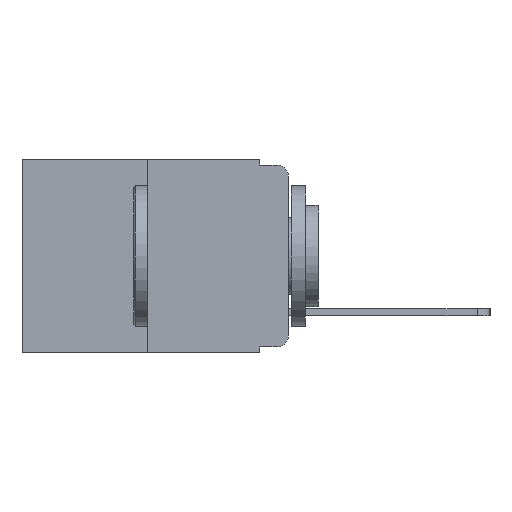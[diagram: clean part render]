
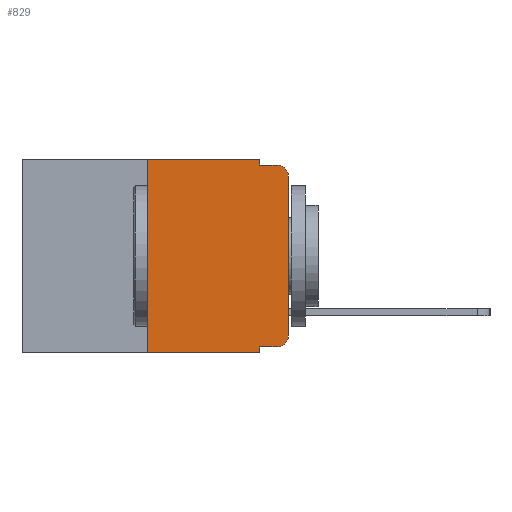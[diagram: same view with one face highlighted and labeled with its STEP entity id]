
A CAD part, left-side view. The second image highlights one B-rep face of the part: STEP entity #829.
In plain terms, the highlighted planar face has unit normal (-1, 0, 0).
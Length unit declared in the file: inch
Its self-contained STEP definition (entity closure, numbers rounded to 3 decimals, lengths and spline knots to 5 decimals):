
#481 = EDGE_CURVE ( 'NONE', #1642, #1499, #2583, .T. ) ;
#658 = VECTOR ( 'NONE', #2133, 39.37008 ) ;
#729 = VERTEX_POINT ( 'NONE', #11550 ) ;
#829 = ADVANCED_FACE ( 'NONE', ( #10928 ), #13344, .F. ) ;
#861 = CARTESIAN_POINT ( 'NONE',  ( 0., 0.051, -0.01 ) ) ;
#1058 = VERTEX_POINT ( 'NONE', #3655 ) ;
#1271 = CARTESIAN_POINT ( 'NONE',  ( 0., 0.473, -0.343 ) ) ;
#1280 = DIRECTION ( 'NONE',  ( 0., 0., 1. ) ) ;
#1328 = EDGE_CURVE ( 'NONE', #1423, #5554, #10916, .T. ) ;
#1423 = VERTEX_POINT ( 'NONE', #7493 ) ;
#1438 = VERTEX_POINT ( 'NONE', #7108 ) ;
#1472 = CARTESIAN_POINT ( 'NONE',  ( 0., 0.25, -0.343 ) ) ;
#1499 = VERTEX_POINT ( 'NONE', #9842 ) ;
#1642 = VERTEX_POINT ( 'NONE', #1472 ) ;
#1913 = CIRCLE ( 'NONE', #12243, 0.02 ) ;
#2031 = EDGE_LOOP ( 'NONE', ( #2062, #2126, #2156, #2191, #2383, #2397, #2493, #2577, #3902, #4166 ) ) ;
#2062 = ORIENTED_EDGE ( 'NONE', *, *, #12444, .T. ) ;
#2126 = ORIENTED_EDGE ( 'NONE', *, *, #10000, .T. ) ;
#2133 = DIRECTION ( 'NONE',  ( 0., -1., 0. ) ) ;
#2146 = CARTESIAN_POINT ( 'NONE',  ( 0., 0.051, -0.333 ) ) ;
#2156 = ORIENTED_EDGE ( 'NONE', *, *, #11922, .F. ) ;
#2166 = EDGE_CURVE ( 'NONE', #1423, #1058, #5111, .T. ) ;
#2191 = ORIENTED_EDGE ( 'NONE', *, *, #12586, .F. ) ;
#2329 = DIRECTION ( 'NONE',  ( 0., -1., 0. ) ) ;
#2383 = ORIENTED_EDGE ( 'NONE', *, *, #3864, .F. ) ;
#2397 = ORIENTED_EDGE ( 'NONE', *, *, #481, .F. ) ;
#2493 = ORIENTED_EDGE ( 'NONE', *, *, #9539, .T. ) ;
#2523 = DIRECTION ( 'NONE',  ( 0., -1., 0. ) ) ;
#2577 = ORIENTED_EDGE ( 'NONE', *, *, #1328, .F. ) ;
#2583 = LINE ( 'NONE', #4039, #7900 ) ;
#2800 = CARTESIAN_POINT ( 'NONE',  ( 0., 0.051, -0.01 ) ) ;
#3124 = LINE ( 'NONE', #7482, #8328 ) ;
#3252 = DIRECTION ( 'NONE',  ( -1., 0., 0. ) ) ;
#3655 = CARTESIAN_POINT ( 'NONE',  ( 0., 0.02, -0.333 ) ) ;
#3676 = EDGE_CURVE ( 'NONE', #1058, #1438, #1913, .T. ) ;
#3864 = EDGE_CURVE ( 'NONE', #1499, #729, #7827, .T. ) ;
#3902 = ORIENTED_EDGE ( 'NONE', *, *, #2166, .T. ) ;
#3930 = CARTESIAN_POINT ( 'NONE',  ( 0., 0.473, 0. ) ) ;
#4025 = CARTESIAN_POINT ( 'NONE',  ( 0., 0., -0.03 ) ) ;
#4039 = CARTESIAN_POINT ( 'NONE',  ( 0., 0.25, 0. ) ) ;
#4166 = ORIENTED_EDGE ( 'NONE', *, *, #3676, .T. ) ;
#4240 = LINE ( 'NONE', #1271, #11796 ) ;
#4418 = DIRECTION ( 'NONE',  ( 0., 0., -1. ) ) ;
#4718 = AXIS2_PLACEMENT_3D ( 'NONE', #9350, #3252, #10297 ) ;
#4923 = CARTESIAN_POINT ( 'NONE',  ( 0., 0.051, 0. ) ) ;
#5056 = CIRCLE ( 'NONE', #4718, 0.02 ) ;
#5111 = LINE ( 'NONE', #2146, #10025 ) ;
#5362 = DIRECTION ( 'NONE',  ( 0., 0., -1. ) ) ;
#5545 = CARTESIAN_POINT ( 'NONE',  ( 0., 0.473, 0. ) ) ;
#5554 = VERTEX_POINT ( 'NONE', #10888 ) ;
#5561 = CARTESIAN_POINT ( 'NONE',  ( 0., 0.051, 0. ) ) ;
#6043 = CARTESIAN_POINT ( 'NONE',  ( 0., 0.02, -0.01 ) ) ;
#6182 = VERTEX_POINT ( 'NONE', #6043 ) ;
#7108 = CARTESIAN_POINT ( 'NONE',  ( 0., 0., -0.313 ) ) ;
#7254 = AXIS2_PLACEMENT_3D ( 'NONE', #5545, #13237, #12859 ) ;
#7482 = CARTESIAN_POINT ( 'NONE',  ( 0., 0., 0. ) ) ;
#7493 = CARTESIAN_POINT ( 'NONE',  ( 0., 0.051, -0.333 ) ) ;
#7827 = LINE ( 'NONE', #3930, #9703 ) ;
#7900 = VECTOR ( 'NONE', #1280, 39.37008 ) ;
#8321 = VERTEX_POINT ( 'NONE', #2800 ) ;
#8328 = VECTOR ( 'NONE', #8390, 39.37008 ) ;
#8390 = DIRECTION ( 'NONE',  ( 0., 0., 1. ) ) ;
#9204 = LINE ( 'NONE', #861, #658 ) ;
#9350 = CARTESIAN_POINT ( 'NONE',  ( 0., 0.02, -0.03 ) ) ;
#9539 = EDGE_CURVE ( 'NONE', #1642, #5554, #4240, .T. ) ;
#9703 = VECTOR ( 'NONE', #10729, 39.37008 ) ;
#9719 = CARTESIAN_POINT ( 'NONE',  ( 0., 0.02, -0.313 ) ) ;
#9748 = VECTOR ( 'NONE', #5362, 39.37008 ) ;
#9842 = CARTESIAN_POINT ( 'NONE',  ( 0., 0.25, 0. ) ) ;
#9937 = VECTOR ( 'NONE', #4418, 39.37008 ) ;
#10000 = EDGE_CURVE ( 'NONE', #12931, #6182, #5056, .T. ) ;
#10025 = VECTOR ( 'NONE', #2329, 39.37008 ) ;
#10297 = DIRECTION ( 'NONE',  ( 0., 0., -1. ) ) ;
#10729 = DIRECTION ( 'NONE',  ( 0., -1., 0. ) ) ;
#10888 = CARTESIAN_POINT ( 'NONE',  ( 0., 0.051, -0.343 ) ) ;
#10916 = LINE ( 'NONE', #4923, #9748 ) ;
#10928 = FACE_OUTER_BOUND ( 'NONE', #2031, .T. ) ;
#11550 = CARTESIAN_POINT ( 'NONE',  ( 0., 0.051, 0. ) ) ;
#11796 = VECTOR ( 'NONE', #2523, 39.37008 ) ;
#11922 = EDGE_CURVE ( 'NONE', #8321, #6182, #9204, .T. ) ;
#12178 = LINE ( 'NONE', #5561, #9937 ) ;
#12243 = AXIS2_PLACEMENT_3D ( 'NONE', #9719, #13379, #13347 ) ;
#12444 = EDGE_CURVE ( 'NONE', #1438, #12931, #3124, .T. ) ;
#12586 = EDGE_CURVE ( 'NONE', #729, #8321, #12178, .T. ) ;
#12859 = DIRECTION ( 'NONE',  ( 0., 0., -1. ) ) ;
#12931 = VERTEX_POINT ( 'NONE', #4025 ) ;
#13237 = DIRECTION ( 'NONE',  ( 1., 0., 0. ) ) ;
#13344 = PLANE ( 'NONE',  #7254 ) ;
#13347 = DIRECTION ( 'NONE',  ( 0., 0., -1. ) ) ;
#13379 = DIRECTION ( 'NONE',  ( -1., 0., 0. ) ) ;
